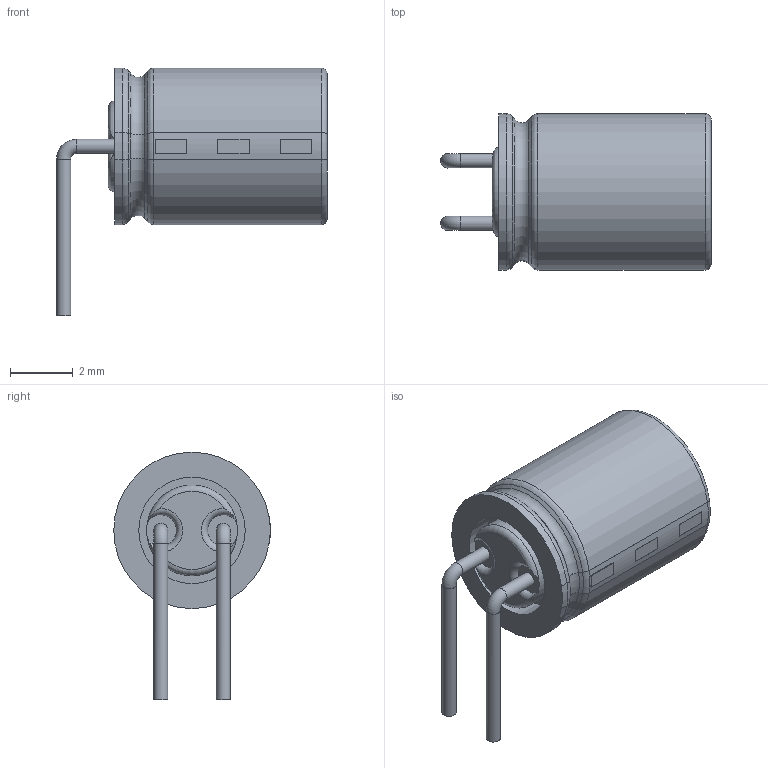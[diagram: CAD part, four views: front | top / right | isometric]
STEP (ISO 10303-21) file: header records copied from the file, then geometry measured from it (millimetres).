
FILE_DESCRIPTION(/* description */ (''),/* implementation_level */ '2;1');
FILE_NAME(/* name */ 'TH Capacitor - 1uF.step',/* time_stamp */ '2020-08-14T17:15:20+02:00',/* author */ (''),/* organization */ (''),/* preprocessor_version */ 'ST-DEVELOPER v18.1',/* originating_system */ 'Autodesk Translation Framework v9.3.0.1241',/* authorisation */ '');
FILE_SCHEMA (('AUTOMOTIVE_DESIGN { 1 0 10303 214 3 1 1 }'));
Length unit declared in the file: millimetre
Products named in the file (2): (Unsaved); C2
Assembly tree (1 placements, depth 2):
  (Unsaved)
    C2
Bounding box: 8.65 x 5 x 7.92 mm (x, y, z)
Volume: 130.8 mm3; surface area: 185.4 mm2
Topology: 1 solids, 1 shells, 57 faces, 142 edges, 94 vertices
Faces by surface type: plane 27, torus 14, cylinder 12, cone 4
Full cylindrical faces by diameter (mm): 0.45 x4, 2.9 x1, 3.4 x1
Entity records: 2062 total; most frequent: CARTESIAN_POINT 564, DIRECTION 316, ORIENTED_EDGE 284, EDGE_CURVE 142, AXIS2_PLACEMENT_3D 126, VERTEX_POINT 94, CIRCLE 66, LINE 64
